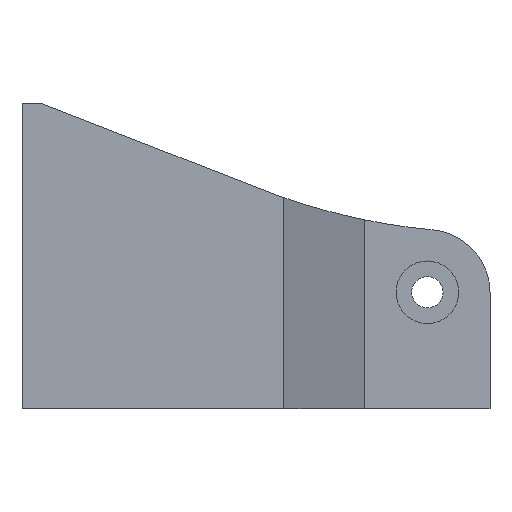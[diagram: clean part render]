
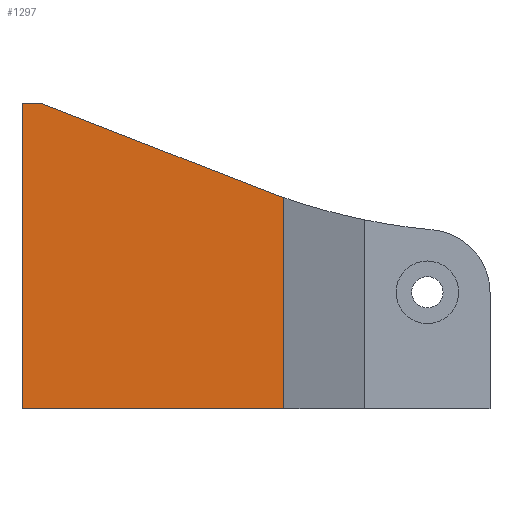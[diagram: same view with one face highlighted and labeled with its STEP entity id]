
A CAD part, left-side view. The second image highlights one B-rep face of the part: STEP entity #1297.
In plain terms, the highlighted planar face has unit normal (-1, 0, 0).
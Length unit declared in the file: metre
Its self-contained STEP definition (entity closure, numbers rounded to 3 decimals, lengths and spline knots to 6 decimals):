
#63=CIRCLE('',#1389,0.1);
#148=ORIENTED_EDGE('',*,*,#507,.F.);
#149=ORIENTED_EDGE('',*,*,#509,.T.);
#150=ORIENTED_EDGE('',*,*,#510,.T.);
#151=ORIENTED_EDGE('',*,*,#502,.F.);
#152=ORIENTED_EDGE('',*,*,#511,.T.);
#153=ORIENTED_EDGE('',*,*,#512,.F.);
#502=EDGE_CURVE('',#680,#681,#808,.T.);
#507=EDGE_CURVE('',#685,#686,#812,.T.);
#509=EDGE_CURVE('',#685,#687,#63,.F.);
#510=EDGE_CURVE('',#687,#681,#814,.T.);
#511=EDGE_CURVE('',#680,#688,#815,.T.);
#512=EDGE_CURVE('',#686,#688,#816,.T.);
#680=VERTEX_POINT('',#1964);
#681=VERTEX_POINT('',#1966);
#685=VERTEX_POINT('',#1975);
#686=VERTEX_POINT('',#1977);
#687=VERTEX_POINT('',#1981);
#688=VERTEX_POINT('',#1984);
#808=LINE('',#1965,#922);
#812=LINE('',#1976,#926);
#814=LINE('',#1982,#928);
#815=LINE('',#1983,#929);
#816=LINE('',#1985,#930);
#922=VECTOR('',#1557,1.);
#926=VECTOR('',#1565,1.);
#928=VECTOR('',#1571,1.);
#929=VECTOR('',#1572,1.);
#930=VECTOR('',#1573,1.);
#1023=EDGE_LOOP('',(#148,#149,#150,#151,#152,#153));
#1141=FACE_BOUND('',#1023,.T.);
#1259=PLANE('',#1388);
#1297=ADVANCED_FACE('',(#1141),#1259,.T.);
#1388=AXIS2_PLACEMENT_3D('',#1979,#1567,#1568);
#1389=AXIS2_PLACEMENT_3D('',#1980,#1569,#1570);
#1557=DIRECTION('',(0.,-1.,0.));
#1565=DIRECTION('',(0.,0.,-1.));
#1567=DIRECTION('',(-1.,0.,0.));
#1568=DIRECTION('',(0.,-1.,0.));
#1569=DIRECTION('',(-1.,0.,0.));
#1570=DIRECTION('',(0.,-1.,0.));
#1571=DIRECTION('',(0.,0.931,0.364));
#1572=DIRECTION('',(0.,0.,-1.));
#1573=DIRECTION('',(0.,1.,0.));
#1964=CARTESIAN_POINT('',(-0.013425,0.05013,0.0302));
#1965=CARTESIAN_POINT('',(-0.013425,0.02923,0.0302));
#1966=CARTESIAN_POINT('',(-0.013425,0.04713,0.0302));
#1975=CARTESIAN_POINT('',(-0.013425,0.00833,0.015118));
#1976=CARTESIAN_POINT('',(-0.013425,0.00833,0.030202));
#1977=CARTESIAN_POINT('',(-0.013425,0.00833,-0.018616));
#1979=CARTESIAN_POINT('',(-0.013425,0.02923,0.030202));
#1980=CARTESIAN_POINT('',(-0.013425,-0.024589,0.109544));
#1981=CARTESIAN_POINT('',(-0.013425,0.011795,0.016398));
#1982=CARTESIAN_POINT('',(-0.013425,0.0316,0.024134));
#1983=CARTESIAN_POINT('',(-0.013425,0.05013,0.030202));
#1984=CARTESIAN_POINT('',(-0.013425,0.05013,-0.018616));
#1985=CARTESIAN_POINT('',(-0.013425,0.02923,-0.018616));
